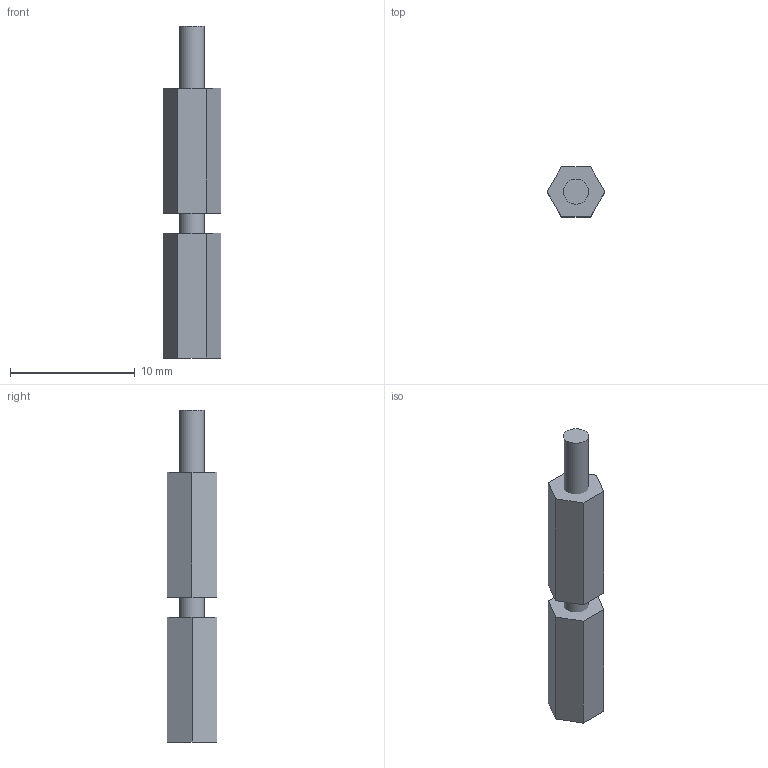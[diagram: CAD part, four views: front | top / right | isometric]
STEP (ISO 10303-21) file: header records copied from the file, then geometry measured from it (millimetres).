
FILE_DESCRIPTION(('FreeCAD Model'),'2;1');
FILE_NAME('M2 standoff - 971100244.step','2020-09-13T22:58:55',('Author' ),(''),'Open CASCADE STEP processor 7.3','FreeCAD','Unknown');
FILE_SCHEMA(('AUTOMOTIVE_DESIGN { 1 0 10303 214 1 1 1 1 }'));
Length unit declared in the file: millimetre
Products named in the file (2): Compound; Compound001
Bounding box: 4.62 x 4 x 26.6 mm (x, y, z)
Volume: 340.1 mm3; surface area: 470.9 mm2
Topology: 4 solids, 4 shells, 22 faces, 42 edges, 28 vertices
Faces by surface type: plane 20, cylinder 2
Full cylindrical faces by diameter (mm): 2 x2
Entity records: 1267 total; most frequent: CARTESIAN_POINT 177, DIRECTION 176, LINE 118, VECTOR 118, ORIENTED_EDGE 84, PCURVE 84, DEFINITIONAL_REPRESENTATION 84, EDGE_CURVE 42
